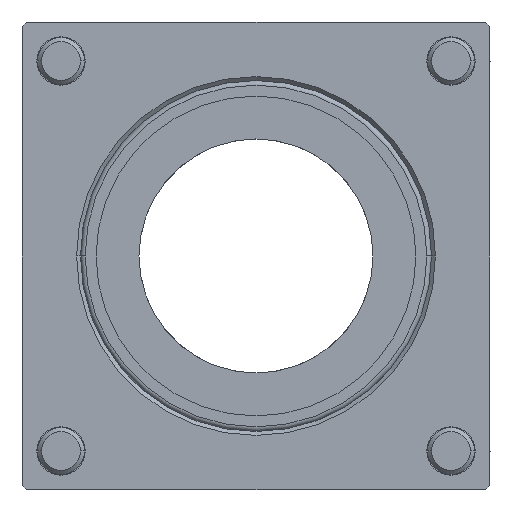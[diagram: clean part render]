
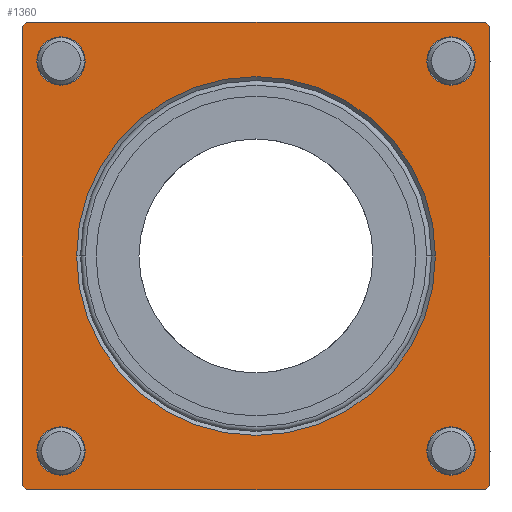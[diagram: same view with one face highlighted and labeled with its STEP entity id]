
A CAD part, left-side view. The second image highlights one B-rep face of the part: STEP entity #1360.
In plain terms, the highlighted face is planar.
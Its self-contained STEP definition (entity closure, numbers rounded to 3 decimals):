
#10=CARTESIAN_POINT('',(-2396.172,331.634,
-82.127));
#20=DIRECTION('',(-0.,0.,1.));
#30=DIRECTION('',(0.,-1.,0.));
#40=AXIS2_PLACEMENT_3D('',#10,#20,#30);
#50=PLANE('',#40);
#60=CARTESIAN_POINT('',(-2421.172,379.384,
-82.127));
#70=DIRECTION('',(0.,0.,1.));
#80=DIRECTION('',(0.,-1.,0.));
#90=AXIS2_PLACEMENT_3D('',#60,#70,#80);
#100=CIRCLE('',#90,3.1);
#110=CARTESIAN_POINT('',(-2421.172,376.284,
-82.127));
#120=VERTEX_POINT('',#110);
#130=CARTESIAN_POINT('',(-2421.172,382.484,
-82.127));
#140=VERTEX_POINT('',#130);
#150=EDGE_CURVE('',#120,#140,#100,.T.);
#160=ORIENTED_EDGE('',*,*,#150,.T.);
#170=EDGE_CURVE('',#140,#120,#100,.T.);
#180=ORIENTED_EDGE('',*,*,#170,.T.);
#190=EDGE_LOOP('',(#180,#160));
#200=FACE_BOUND('',#190,.T.);
#210=CARTESIAN_POINT('',(-2371.172,379.384,
-82.127));
#220=DIRECTION('',(0.,0.,1.));
#230=DIRECTION('',(0.,-1.,0.));
#240=AXIS2_PLACEMENT_3D('',#210,#220,#230);
#250=CIRCLE('',#240,3.1);
#260=CARTESIAN_POINT('',(-2371.172,376.284,
-82.127));
#270=VERTEX_POINT('',#260);
#280=CARTESIAN_POINT('',(-2371.172,382.484,
-82.127));
#290=VERTEX_POINT('',#280);
#300=EDGE_CURVE('',#270,#290,#250,.T.);
#310=ORIENTED_EDGE('',*,*,#300,.T.);
#320=EDGE_CURVE('',#290,#270,#250,.T.);
#330=ORIENTED_EDGE('',*,*,#320,.T.);
#340=EDGE_LOOP('',(#330,#310));
#350=FACE_BOUND('',#340,.T.);
#360=CARTESIAN_POINT('',(-2421.172,329.384,
-82.127));
#370=DIRECTION('',(0.,0.,1.));
#380=DIRECTION('',(0.,-1.,0.));
#390=AXIS2_PLACEMENT_3D('',#360,#370,#380);
#400=CIRCLE('',#390,3.1);
#410=CARTESIAN_POINT('',(-2421.172,326.284,
-82.127));
#420=VERTEX_POINT('',#410);
#430=CARTESIAN_POINT('',(-2421.172,332.484,
-82.127));
#440=VERTEX_POINT('',#430);
#450=EDGE_CURVE('',#420,#440,#400,.T.);
#460=ORIENTED_EDGE('',*,*,#450,.T.);
#470=EDGE_CURVE('',#440,#420,#400,.T.);
#480=ORIENTED_EDGE('',*,*,#470,.T.);
#490=EDGE_LOOP('',(#480,#460));
#500=FACE_BOUND('',#490,.T.);
#510=CARTESIAN_POINT('',(-2371.172,329.384,
-82.127));
#520=DIRECTION('',(0.,0.,1.));
#530=DIRECTION('',(0.,-1.,0.));
#540=AXIS2_PLACEMENT_3D('',#510,#520,#530);
#550=CIRCLE('',#540,3.1);
#560=CARTESIAN_POINT('',(-2371.172,326.284,
-82.127));
#570=VERTEX_POINT('',#560);
#580=CARTESIAN_POINT('',(-2371.172,332.484,
-82.127));
#590=VERTEX_POINT('',#580);
#600=EDGE_CURVE('',#570,#590,#550,.T.);
#610=ORIENTED_EDGE('',*,*,#600,.T.);
#620=EDGE_CURVE('',#590,#570,#550,.T.);
#630=ORIENTED_EDGE('',*,*,#620,.T.);
#640=EDGE_LOOP('',(#630,#610));
#650=FACE_BOUND('',#640,.T.);
#660=CARTESIAN_POINT('',(-2396.172,354.384,
-82.127));
#670=DIRECTION('',(0.,0.,1.));
#680=DIRECTION('',(0.,-1.,0.));
#690=AXIS2_PLACEMENT_3D('',#660,#670,#680);
#700=CIRCLE('',#690,23.);
#710=CARTESIAN_POINT('',(-2396.172,331.384,
-82.127));
#720=VERTEX_POINT('',#710);
#730=CARTESIAN_POINT('',(-2396.172,377.384,
-82.127));
#740=VERTEX_POINT('',#730);
#750=EDGE_CURVE('',#720,#740,#700,.T.);
#760=ORIENTED_EDGE('',*,*,#750,.T.);
#770=EDGE_CURVE('',#740,#720,#700,.T.);
#780=ORIENTED_EDGE('',*,*,#770,.T.);
#790=EDGE_LOOP('',(#780,#760));
#800=FACE_BOUND('',#790,.T.);
#810=CARTESIAN_POINT('',(-2366.172,324.384,
-82.127));
#820=DIRECTION('',(0.,1.,0.));
#830=VECTOR('',#820,1.);
#840=LINE('',#810,#830);
#850=CARTESIAN_POINT('',(-2366.172,324.99,
-82.127));
#860=VERTEX_POINT('',#850);
#870=CARTESIAN_POINT('',(-2366.172,383.778,
-82.127));
#880=VERTEX_POINT('',#870);
#890=EDGE_CURVE('',#860,#880,#840,.T.);
#900=ORIENTED_EDGE('',*,*,#890,.F.);
#910=CARTESIAN_POINT('',(-2396.172,354.384,
-82.127));
#920=DIRECTION('',(0.,0.,1.));
#930=DIRECTION('',(1.,0.,0.));
#940=AXIS2_PLACEMENT_3D('',#910,#920,#930);
#950=CIRCLE('',#940,42.);
#960=CARTESIAN_POINT('',(-2366.778,384.384,
-82.127));
#970=VERTEX_POINT('',#960);
#980=EDGE_CURVE('',#880,#970,#950,.T.);
#990=ORIENTED_EDGE('',*,*,#980,.F.);
#1000=CARTESIAN_POINT('',(-2366.172,384.384,
-82.127));
#1010=DIRECTION('',(-1.,0.,0.));
#1020=VECTOR('',#1010,1.);
#1030=LINE('',#1000,#1020);
#1040=CARTESIAN_POINT('',(-2425.566,384.384,
-82.127));
#1050=VERTEX_POINT('',#1040);
#1060=EDGE_CURVE('',#970,#1050,#1030,.T.);
#1070=ORIENTED_EDGE('',*,*,#1060,.F.);
#1080=CARTESIAN_POINT('',(-2426.172,383.778,
-82.127));
#1090=VERTEX_POINT('',#1080);
#1100=EDGE_CURVE('',#1050,#1090,#950,.T.);
#1110=ORIENTED_EDGE('',*,*,#1100,.F.);
#1120=CARTESIAN_POINT('',(-2426.172,384.384,
-82.127));
#1130=DIRECTION('',(0.,-1.,0.));
#1140=VECTOR('',#1130,1.);
#1150=LINE('',#1120,#1140);
#1160=CARTESIAN_POINT('',(-2426.172,324.99,
-82.127));
#1170=VERTEX_POINT('',#1160);
#1180=EDGE_CURVE('',#1090,#1170,#1150,.T.);
#1190=ORIENTED_EDGE('',*,*,#1180,.F.);
#1200=CARTESIAN_POINT('',(-2425.566,324.384,
-82.127));
#1210=VERTEX_POINT('',#1200);
#1220=EDGE_CURVE('',#1170,#1210,#950,.T.);
#1230=ORIENTED_EDGE('',*,*,#1220,.F.);
#1240=CARTESIAN_POINT('',(-2426.172,324.384,
-82.127));
#1250=DIRECTION('',(1.,0.,0.));
#1260=VECTOR('',#1250,1.);
#1270=LINE('',#1240,#1260);
#1280=CARTESIAN_POINT('',(-2366.778,324.384,
-82.127));
#1290=VERTEX_POINT('',#1280);
#1300=EDGE_CURVE('',#1210,#1290,#1270,.T.);
#1310=ORIENTED_EDGE('',*,*,#1300,.F.);
#1320=EDGE_CURVE('',#1290,#860,#950,.T.);
#1330=ORIENTED_EDGE('',*,*,#1320,.F.);
#1340=EDGE_LOOP('',(#1330,#1310,#1230,#1190,#1110,#1070,#990,#900));
#1350=FACE_OUTER_BOUND('',#1340,.T.);
#1360=ADVANCED_FACE('',(#200,#350,#500,#650,#800,#1350),#50,.F.);
